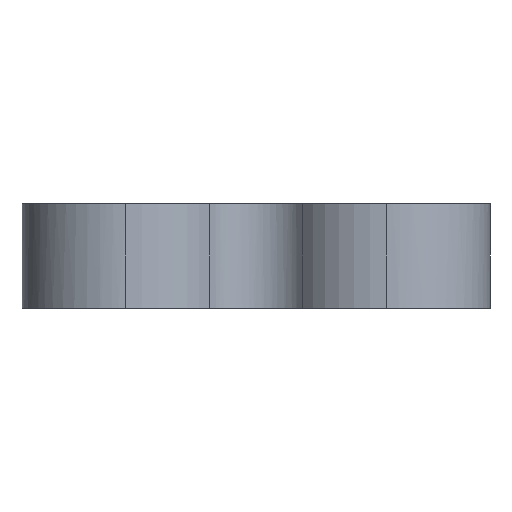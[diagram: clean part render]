
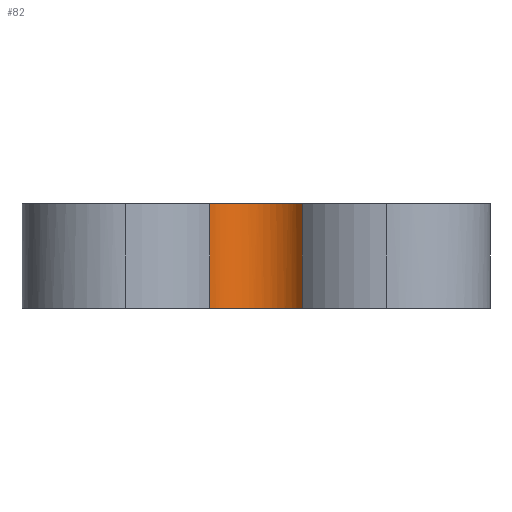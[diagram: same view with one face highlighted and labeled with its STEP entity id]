
A CAD part, left-side view. The second image highlights one B-rep face of the part: STEP entity #82.
In plain terms, the highlighted free-form (B-spline) face has degree [2, 1] with [9, 2] control points.
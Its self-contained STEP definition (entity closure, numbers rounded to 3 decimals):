
#64=(
BOUNDED_SURFACE()
B_SPLINE_SURFACE(2,1,((#5575,#5576),(#5577,#5578),(#5579,#5580),(#5581,#5582),
(#5583,#5584),(#5585,#5586),(#5587,#5588),(#5589,#5590),(#5591,#5592)),.UNSPECIFIED.,
.T.,.F.,.F.)
B_SPLINE_SURFACE_WITH_KNOTS((3,2,2,2,3),(2,2),(0.,1.571,3.142,
4.712,6.283),(0.,20.),.UNSPECIFIED.)
GEOMETRIC_REPRESENTATION_ITEM()
RATIONAL_B_SPLINE_SURFACE(((1.,1.),(0.707,0.707),
(1.,1.),(0.707,0.707),(1.,1.),(0.707,
0.707),(1.,1.),(0.707,0.707),(1.,1.)))
REPRESENTATION_ITEM('')
SURFACE()
);
#82=ADVANCED_FACE('',(#106),#64,.T.);
#106=FACE_OUTER_BOUND('',#132,.T.);
#132=EDGE_LOOP('',(#190,#191,#192,#193));
#190=ORIENTED_EDGE('',*,*,#388,.T.);
#191=ORIENTED_EDGE('',*,*,#389,.T.);
#192=ORIENTED_EDGE('',*,*,#390,.T.);
#193=ORIENTED_EDGE('',*,*,#391,.T.);
#388=EDGE_CURVE('',#775,#772,#580,.T.);
#389=EDGE_CURVE('',#772,#773,#581,.T.);
#390=EDGE_CURVE('',#773,#774,#582,.T.);
#391=EDGE_CURVE('',#774,#775,#583,.T.);
#580=B_SPLINE_CURVE_WITH_KNOTS('',1,(#1385,#1386,#1387,#1388,#1389,#1390,
#1391,#1392,#1393,#1394,#1395,#1396,#1397,#1398,#1399,#1400,#1401,#1402,
#1403,#1404,#1405,#1406,#1407,#1408),.UNSPECIFIED.,.F.,.F.,(2,1,1,1,1,1,
1,1,1,1,1,1,1,1,1,1,1,1,1,1,1,1,1,2),(0.,0.043,0.087,
0.13,0.174,0.217,0.261,
0.304,0.348,0.391,0.435,
0.478,0.522,0.565,0.609,
0.652,0.696,0.739,0.783,
0.826,0.87,0.913,0.957,1.),
.UNSPECIFIED.);
#581=B_SPLINE_CURVE_WITH_KNOTS('',1,(#1409,#1410),.UNSPECIFIED.,.F.,.F.,
(2,2),(0.,1.),.UNSPECIFIED.);
#582=B_SPLINE_CURVE_WITH_KNOTS('',1,(#1411,#1412,#1413,#1414,#1415,#1416,
#1417,#1418,#1419,#1420,#1421,#1422,#1423,#1424,#1425,#1426,#1427,#1428,
#1429,#1430,#1431,#1432,#1433,#1434),.UNSPECIFIED.,.F.,.F.,(2,1,1,1,1,1,
1,1,1,1,1,1,1,1,1,1,1,1,1,1,1,1,1,2),(0.,0.043,0.087,
0.13,0.174,0.217,0.261,
0.304,0.348,0.391,0.435,
0.478,0.522,0.565,0.609,
0.652,0.696,0.739,0.783,
0.826,0.87,0.913,0.957,1.),
.UNSPECIFIED.);
#583=B_SPLINE_CURVE_WITH_KNOTS('',1,(#1435,#1436),.UNSPECIFIED.,.F.,.F.,
(2,2),(0.,1.),.UNSPECIFIED.);
#772=VERTEX_POINT('',#991);
#773=VERTEX_POINT('',#992);
#774=VERTEX_POINT('',#993);
#775=VERTEX_POINT('',#994);
#991=CARTESIAN_POINT('',(-112.826,198.129,0.));
#992=CARTESIAN_POINT('',(-112.826,198.129,20.));
#993=CARTESIAN_POINT('',(-112.826,215.871,20.));
#994=CARTESIAN_POINT('',(-112.826,215.871,0.));
#1385=CARTESIAN_POINT('',(-112.826,215.871,0.));
#1386=CARTESIAN_POINT('',(-112.125,215.311,0.));
#1387=CARTESIAN_POINT('',(-111.471,214.697,0.));
#1388=CARTESIAN_POINT('',(-110.87,214.031,0.));
#1389=CARTESIAN_POINT('',(-110.326,213.318,0.));
#1390=CARTESIAN_POINT('',(-109.841,212.563,0.));
#1391=CARTESIAN_POINT('',(-109.419,211.771,0.));
#1392=CARTESIAN_POINT('',(-109.063,210.948,0.));
#1393=CARTESIAN_POINT('',(-108.776,210.098,0.));
#1394=CARTESIAN_POINT('',(-108.558,209.228,0.));
#1395=CARTESIAN_POINT('',(-108.413,208.343,0.));
#1396=CARTESIAN_POINT('',(-108.339,207.449,0.));
#1397=CARTESIAN_POINT('',(-108.339,206.551,0.));
#1398=CARTESIAN_POINT('',(-108.413,205.657,0.));
#1399=CARTESIAN_POINT('',(-108.558,204.772,0.));
#1400=CARTESIAN_POINT('',(-108.776,203.902,0.));
#1401=CARTESIAN_POINT('',(-109.063,203.052,0.));
#1402=CARTESIAN_POINT('',(-109.419,202.229,0.));
#1403=CARTESIAN_POINT('',(-109.841,201.437,0.));
#1404=CARTESIAN_POINT('',(-110.326,200.682,0.));
#1405=CARTESIAN_POINT('',(-110.87,199.969,0.));
#1406=CARTESIAN_POINT('',(-111.471,199.303,0.));
#1407=CARTESIAN_POINT('',(-112.125,198.689,0.));
#1408=CARTESIAN_POINT('',(-112.826,198.129,0.));
#1409=CARTESIAN_POINT('',(-112.826,198.129,0.));
#1410=CARTESIAN_POINT('',(-112.826,198.129,20.));
#1411=CARTESIAN_POINT('',(-112.826,198.129,20.));
#1412=CARTESIAN_POINT('',(-112.125,198.689,20.));
#1413=CARTESIAN_POINT('',(-111.471,199.303,20.));
#1414=CARTESIAN_POINT('',(-110.87,199.969,20.));
#1415=CARTESIAN_POINT('',(-110.326,200.682,20.));
#1416=CARTESIAN_POINT('',(-109.841,201.437,20.));
#1417=CARTESIAN_POINT('',(-109.419,202.229,20.));
#1418=CARTESIAN_POINT('',(-109.063,203.052,20.));
#1419=CARTESIAN_POINT('',(-108.776,203.902,20.));
#1420=CARTESIAN_POINT('',(-108.558,204.772,20.));
#1421=CARTESIAN_POINT('',(-108.413,205.657,20.));
#1422=CARTESIAN_POINT('',(-108.339,206.551,20.));
#1423=CARTESIAN_POINT('',(-108.339,207.449,20.));
#1424=CARTESIAN_POINT('',(-108.413,208.343,20.));
#1425=CARTESIAN_POINT('',(-108.558,209.228,20.));
#1426=CARTESIAN_POINT('',(-108.776,210.098,20.));
#1427=CARTESIAN_POINT('',(-109.063,210.948,20.));
#1428=CARTESIAN_POINT('',(-109.419,211.771,20.));
#1429=CARTESIAN_POINT('',(-109.841,212.563,20.));
#1430=CARTESIAN_POINT('',(-110.326,213.318,20.));
#1431=CARTESIAN_POINT('',(-110.87,214.031,20.));
#1432=CARTESIAN_POINT('',(-111.471,214.697,20.));
#1433=CARTESIAN_POINT('',(-112.125,215.311,20.));
#1434=CARTESIAN_POINT('',(-112.826,215.871,20.));
#1435=CARTESIAN_POINT('',(-112.826,215.871,20.));
#1436=CARTESIAN_POINT('',(-112.826,215.871,0.));
#5575=CARTESIAN_POINT('',(-130.33,207.,20.));
#5576=CARTESIAN_POINT('',(-130.33,207.,0.));
#5577=CARTESIAN_POINT('',(-130.33,196.,20.));
#5578=CARTESIAN_POINT('',(-130.33,196.,0.));
#5579=CARTESIAN_POINT('',(-119.33,196.,20.));
#5580=CARTESIAN_POINT('',(-119.33,196.,0.));
#5581=CARTESIAN_POINT('',(-108.33,196.,20.));
#5582=CARTESIAN_POINT('',(-108.33,196.,0.));
#5583=CARTESIAN_POINT('',(-108.33,207.,20.));
#5584=CARTESIAN_POINT('',(-108.33,207.,0.));
#5585=CARTESIAN_POINT('',(-108.33,218.,20.));
#5586=CARTESIAN_POINT('',(-108.33,218.,0.));
#5587=CARTESIAN_POINT('',(-119.33,218.,20.));
#5588=CARTESIAN_POINT('',(-119.33,218.,0.));
#5589=CARTESIAN_POINT('',(-130.33,218.,20.));
#5590=CARTESIAN_POINT('',(-130.33,218.,0.));
#5591=CARTESIAN_POINT('',(-130.33,207.,20.));
#5592=CARTESIAN_POINT('',(-130.33,207.,0.));
